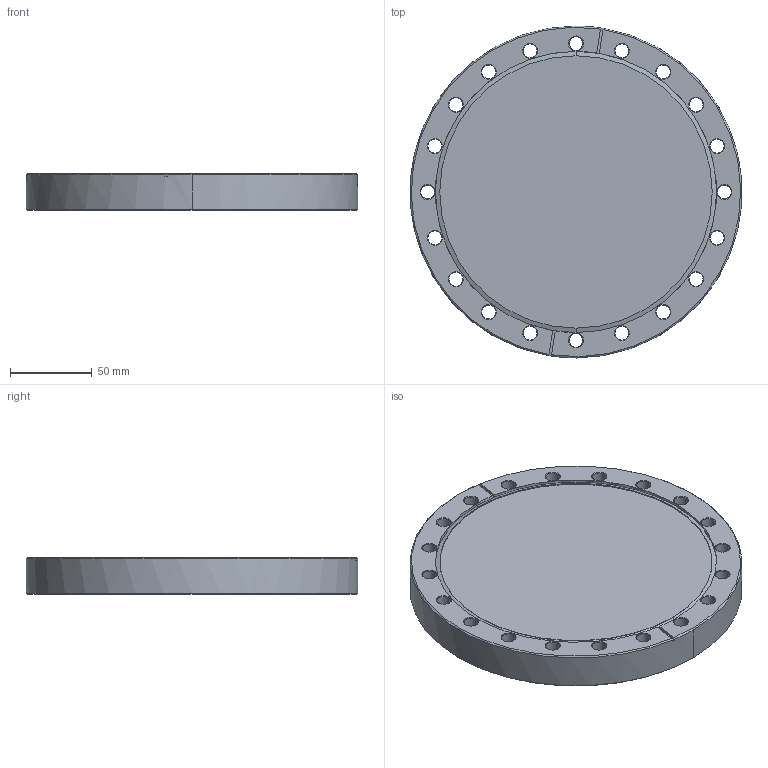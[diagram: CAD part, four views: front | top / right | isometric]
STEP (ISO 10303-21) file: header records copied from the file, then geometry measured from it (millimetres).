
FILE_DESCRIPTION((''),'2;1');
FILE_NAME('110030','2004-03-10T',('Rmunns'),(''),'PRO/ENGINEER BY PARAMETRIC TECHNOLOGY CORPORATION, 2001150','PRO/ENGINEER BY PARAMETRIC TECHNOLOGY CORPORATION, 2001150','');
FILE_SCHEMA(('CONFIG_CONTROL_DESIGN'));
Length unit declared in the file: inch
Products named in the file (1): 110030
Bounding box: 202.44 x 202.44 x 22.35 mm (x, y, z)
Volume: 664802.8 mm3; surface area: 88763.4 mm2
Topology: 1 solids, 1 shells, 142 faces, 334 edges, 194 vertices
Faces by surface type: cone 86, cylinder 46, plane 10
Entity records: 4178 total; most frequent: DIRECTION 790, CARTESIAN_POINT 694, ORIENTED_EDGE 668, EDGE_CURVE 334, AXIS2_PLACEMENT_3D 322, VERTEX_POINT 194, EDGE_LOOP 182, CIRCLE 180
